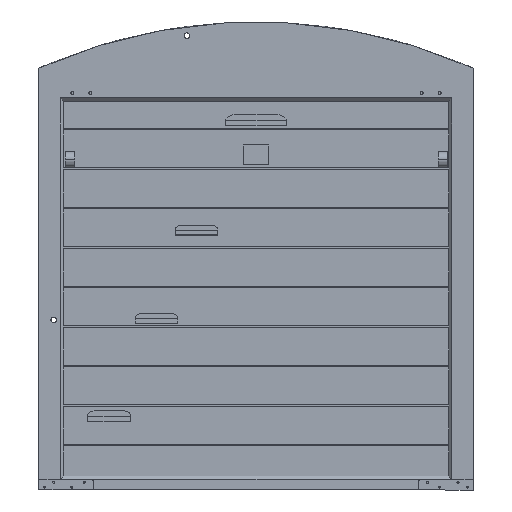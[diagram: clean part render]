
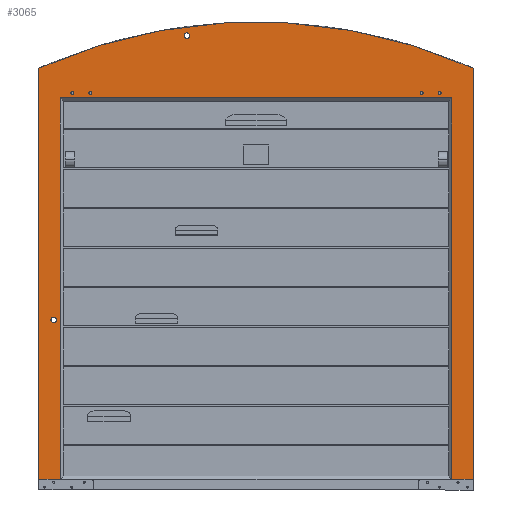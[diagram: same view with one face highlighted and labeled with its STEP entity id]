
A CAD part, left-side view. The second image highlights one B-rep face of the part: STEP entity #3065.
In plain terms, the highlighted planar face has unit normal (-1, 0, 0).
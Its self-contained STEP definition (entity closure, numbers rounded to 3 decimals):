
#29=FACE_BOUND('',#501,.T.);
#30=FACE_BOUND('',#502,.T.);
#31=FACE_BOUND('',#503,.T.);
#32=FACE_BOUND('',#504,.T.);
#33=FACE_BOUND('',#505,.T.);
#34=FACE_BOUND('',#506,.T.);
#125=PLANE('',#3324);
#308=FACE_OUTER_BOUND('',#500,.T.);
#500=EDGE_LOOP('',(#2547,#2548,#2549,#2550,#2551,#2552,#2553,#2554));
#501=EDGE_LOOP('',(#2555));
#502=EDGE_LOOP('',(#2556));
#503=EDGE_LOOP('',(#2557));
#504=EDGE_LOOP('',(#2558));
#505=EDGE_LOOP('',(#2559));
#506=EDGE_LOOP('',(#2560));
#790=LINE('',#4834,#1147);
#793=LINE('',#4844,#1150);
#794=LINE('',#4846,#1151);
#795=LINE('',#4848,#1152);
#796=LINE('',#4850,#1153);
#797=LINE('',#4852,#1154);
#798=LINE('',#4855,#1155);
#1147=VECTOR('',#3948,10.);
#1150=VECTOR('',#3961,10.);
#1151=VECTOR('',#3962,10.);
#1152=VECTOR('',#3963,10.);
#1153=VECTOR('',#3964,10.);
#1154=VECTOR('',#3965,10.);
#1155=VECTOR('',#3968,10.);
#1300=CIRCLE('',#3149,0.45);
#1302=CIRCLE('',#3152,0.45);
#1337=CIRCLE('',#3271,0.25);
#1339=CIRCLE('',#3275,0.25);
#1341=CIRCLE('',#3279,0.25);
#1343=CIRCLE('',#3283,0.25);
#1362=CIRCLE('',#3325,87.841);
#1365=VERTEX_POINT('',#4259);
#1367=VERTEX_POINT('',#4265);
#1518=VERTEX_POINT('',#4737);
#1520=VERTEX_POINT('',#4744);
#1522=VERTEX_POINT('',#4751);
#1524=VERTEX_POINT('',#4758);
#1543=VERTEX_POINT('',#4825);
#1545=VERTEX_POINT('',#4831);
#1548=VERTEX_POINT('',#4843);
#1549=VERTEX_POINT('',#4845);
#1550=VERTEX_POINT('',#4847);
#1551=VERTEX_POINT('',#4849);
#1552=VERTEX_POINT('',#4851);
#1553=VERTEX_POINT('',#4853);
#1635=EDGE_CURVE('',#1365,#1365,#1300,.T.);
#1638=EDGE_CURVE('',#1367,#1367,#1302,.T.);
#1863=EDGE_CURVE('',#1518,#1518,#1337,.T.);
#1866=EDGE_CURVE('',#1520,#1520,#1339,.T.);
#1869=EDGE_CURVE('',#1522,#1522,#1341,.T.);
#1872=EDGE_CURVE('',#1524,#1524,#1343,.T.);
#1904=EDGE_CURVE('',#1543,#1545,#790,.T.);
#1909=EDGE_CURVE('',#1548,#1545,#793,.T.);
#1910=EDGE_CURVE('',#1549,#1548,#794,.T.);
#1911=EDGE_CURVE('',#1550,#1549,#795,.T.);
#1912=EDGE_CURVE('',#1550,#1551,#796,.T.);
#1913=EDGE_CURVE('',#1551,#1552,#797,.T.);
#1914=EDGE_CURVE('',#1553,#1552,#1362,.T.);
#1915=EDGE_CURVE('',#1553,#1543,#798,.T.);
#2547=ORIENTED_EDGE('',*,*,#1904,.T.);
#2548=ORIENTED_EDGE('',*,*,#1909,.F.);
#2549=ORIENTED_EDGE('',*,*,#1910,.F.);
#2550=ORIENTED_EDGE('',*,*,#1911,.F.);
#2551=ORIENTED_EDGE('',*,*,#1912,.T.);
#2552=ORIENTED_EDGE('',*,*,#1913,.T.);
#2553=ORIENTED_EDGE('',*,*,#1914,.F.);
#2554=ORIENTED_EDGE('',*,*,#1915,.T.);
#2555=ORIENTED_EDGE('',*,*,#1635,.T.);
#2556=ORIENTED_EDGE('',*,*,#1638,.T.);
#2557=ORIENTED_EDGE('',*,*,#1863,.T.);
#2558=ORIENTED_EDGE('',*,*,#1866,.T.);
#2559=ORIENTED_EDGE('',*,*,#1869,.T.);
#2560=ORIENTED_EDGE('',*,*,#1872,.T.);
#3065=ADVANCED_FACE('',(#308,#29,#30,#31,#32,#33,#34),#125,.F.);
#3149=AXIS2_PLACEMENT_3D('',#4260,#3402,#3403);
#3152=AXIS2_PLACEMENT_3D('',#4266,#3409,#3410);
#3271=AXIS2_PLACEMENT_3D('',#4739,#3832,#3833);
#3275=AXIS2_PLACEMENT_3D('',#4746,#3841,#3842);
#3279=AXIS2_PLACEMENT_3D('',#4753,#3850,#3851);
#3283=AXIS2_PLACEMENT_3D('',#4760,#3859,#3860);
#3324=AXIS2_PLACEMENT_3D('',#4842,#3959,#3960);
#3325=AXIS2_PLACEMENT_3D('',#4854,#3966,#3967);
#3402=DIRECTION('center_axis',(1.,0.,0.));
#3403=DIRECTION('ref_axis',(0.,-1.,0.));
#3409=DIRECTION('center_axis',(1.,0.,0.));
#3410=DIRECTION('ref_axis',(0.,-1.,0.));
#3832=DIRECTION('center_axis',(1.,0.,0.));
#3833=DIRECTION('ref_axis',(0.,-1.,0.));
#3841=DIRECTION('center_axis',(1.,0.,0.));
#3842=DIRECTION('ref_axis',(0.,-1.,0.));
#3850=DIRECTION('center_axis',(1.,0.,0.));
#3851=DIRECTION('ref_axis',(0.,-1.,0.));
#3859=DIRECTION('center_axis',(1.,0.,0.));
#3860=DIRECTION('ref_axis',(0.,-1.,0.));
#3948=DIRECTION('',(0.,-1.,0.));
#3959=DIRECTION('center_axis',(1.,0.,0.));
#3960=DIRECTION('ref_axis',(0.,1.,0.));
#3961=DIRECTION('',(0.,0.,-1.));
#3962=DIRECTION('',(0.,1.,0.));
#3963=DIRECTION('',(0.,0.,1.));
#3964=DIRECTION('',(0.,-1.,0.));
#3965=DIRECTION('',(0.,0.,1.));
#3966=DIRECTION('center_axis',(1.,0.,0.));
#3967=DIRECTION('ref_axis',(0.,0.407,0.914));
#3968=DIRECTION('',(0.,0.,-1.));
#4259=CARTESIAN_POINT('',(0.,47.556,74.752));
#4260=CARTESIAN_POINT('Origin',(0.,47.106,74.752));
#4265=CARTESIAN_POINT('',(0.,69.463,28.001));
#4266=CARTESIAN_POINT('Origin',(0.,69.013,28.001));
#4737=CARTESIAN_POINT('',(0.,5.781,65.343));
#4739=CARTESIAN_POINT('Origin',(0.,5.531,65.343));
#4744=CARTESIAN_POINT('',(0.,66.174,65.343));
#4746=CARTESIAN_POINT('Origin',(0.,65.924,65.343));
#4751=CARTESIAN_POINT('',(0.,8.725,65.343));
#4753=CARTESIAN_POINT('Origin',(0.,8.475,65.343));
#4758=CARTESIAN_POINT('',(0.,63.23,65.343));
#4760=CARTESIAN_POINT('Origin',(0.,62.98,65.343));
#4825=CARTESIAN_POINT('',(0.,71.455,1.75));
#4831=CARTESIAN_POINT('',(0.,67.955,1.75));
#4834=CARTESIAN_POINT('',(0.,49.319,1.75));
#4842=CARTESIAN_POINT('Origin',(0.,35.728,38.5));
#4843=CARTESIAN_POINT('',(0.,67.955,64.5));
#4844=CARTESIAN_POINT('',(0.,67.955,51.25));
#4845=CARTESIAN_POINT('',(0.,3.5,64.5));
#4846=CARTESIAN_POINT('',(0.,19.864,64.5));
#4847=CARTESIAN_POINT('',(0.,3.5,1.75));
#4848=CARTESIAN_POINT('',(0.,3.5,20.375));
#4849=CARTESIAN_POINT('',(0.,0.,1.75));
#4850=CARTESIAN_POINT('',(0.,17.864,1.75));
#4851=CARTESIAN_POINT('',(0.,0.,69.406));
#4852=CARTESIAN_POINT('',(0.,0.,0.));
#4853=CARTESIAN_POINT('',(0.,71.455,69.406));
#4854=CARTESIAN_POINT('Origin',(0.,35.727,-10.841));
#4855=CARTESIAN_POINT('',(0.,71.455,69.406));
